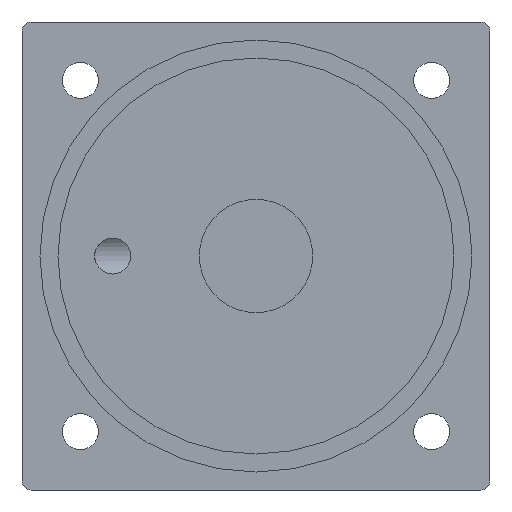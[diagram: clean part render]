
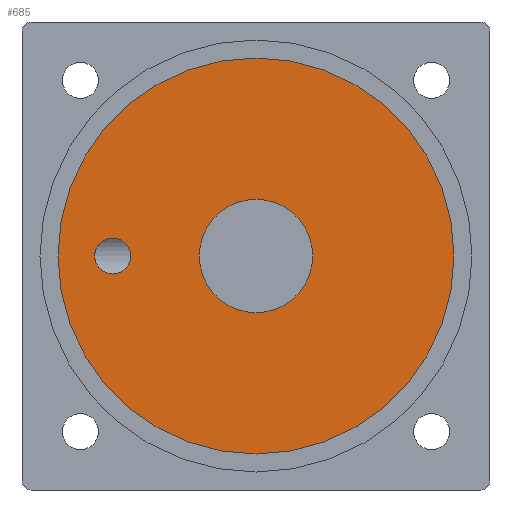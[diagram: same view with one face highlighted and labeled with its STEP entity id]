
A CAD part, front view. The second image highlights one B-rep face of the part: STEP entity #685.
In plain terms, the highlighted planar face has unit normal (0, -1, 0).
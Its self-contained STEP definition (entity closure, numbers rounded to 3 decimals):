
#22 = AXIS2_PLACEMENT_3D ( 'NONE', #693, #406, #279 ) ;
#110 = AXIS2_PLACEMENT_3D ( 'NONE', #300, #238, #768 ) ;
#135 = DIRECTION ( 'NONE',  ( 0., 0., -1. ) ) ;
#136 = EDGE_LOOP ( 'NONE', ( #681 ) ) ;
#163 = EDGE_CURVE ( 'NONE', #792, #792, #567, .T. ) ;
#191 = CARTESIAN_POINT ( 'NONE',  ( 0., 0., 69.85 ) ) ;
#194 = CARTESIAN_POINT ( 'NONE',  ( -50.55, 0., 0. ) ) ;
#195 = EDGE_LOOP ( 'NONE', ( #673 ) ) ;
#238 = DIRECTION ( 'NONE',  ( 0., 1., 0. ) ) ;
#254 = EDGE_LOOP ( 'NONE', ( #713 ) ) ;
#279 = DIRECTION ( 'NONE',  ( 0., 0., 1. ) ) ;
#300 = CARTESIAN_POINT ( 'NONE',  ( 0., 0., 0. ) ) ;
#363 = CARTESIAN_POINT ( 'NONE',  ( 0., 0., 0. ) ) ;
#377 = VERTEX_POINT ( 'NONE', #808 ) ;
#406 = DIRECTION ( 'NONE',  ( 0., 1., 0. ) ) ;
#441 = CARTESIAN_POINT ( 'NONE',  ( -50.55, 0., -6.35 ) ) ;
#489 = DIRECTION ( 'NONE',  ( 0., 0., 1. ) ) ;
#492 = FACE_OUTER_BOUND ( 'NONE', #195, .T. ) ;
#528 = EDGE_CURVE ( 'NONE', #797, #797, #763, .T. ) ;
#567 = CIRCLE ( 'NONE', #683, 6.35 ) ;
#615 = EDGE_CURVE ( 'NONE', #377, #377, #831, .T. ) ;
#645 = AXIS2_PLACEMENT_3D ( 'NONE', #363, #704, #489 ) ;
#673 = ORIENTED_EDGE ( 'NONE', *, *, #528, .F. ) ;
#681 = ORIENTED_EDGE ( 'NONE', *, *, #163, .F. ) ;
#683 = AXIS2_PLACEMENT_3D ( 'NONE', #194, #727, #135 ) ;
#685 = ADVANCED_FACE ( 'NONE', ( #838, #699, #492 ), #835, .F. ) ;
#693 = CARTESIAN_POINT ( 'NONE',  ( 0., 0., 0. ) ) ;
#699 = FACE_BOUND ( 'NONE', #254, .T. ) ;
#704 = DIRECTION ( 'NONE',  ( 0., 1., 0. ) ) ;
#713 = ORIENTED_EDGE ( 'NONE', *, *, #615, .T. ) ;
#727 = DIRECTION ( 'NONE',  ( 0., -1., 0. ) ) ;
#763 = CIRCLE ( 'NONE', #22, 69.85 ) ;
#768 = DIRECTION ( 'NONE',  ( 0., 0., 1. ) ) ;
#792 = VERTEX_POINT ( 'NONE', #441 ) ;
#797 = VERTEX_POINT ( 'NONE', #191 ) ;
#808 = CARTESIAN_POINT ( 'NONE',  ( 0., 0., 20. ) ) ;
#831 = CIRCLE ( 'NONE', #645, 20. ) ;
#835 = PLANE ( 'NONE',  #110 ) ;
#838 = FACE_BOUND ( 'NONE', #136, .T. ) ;
